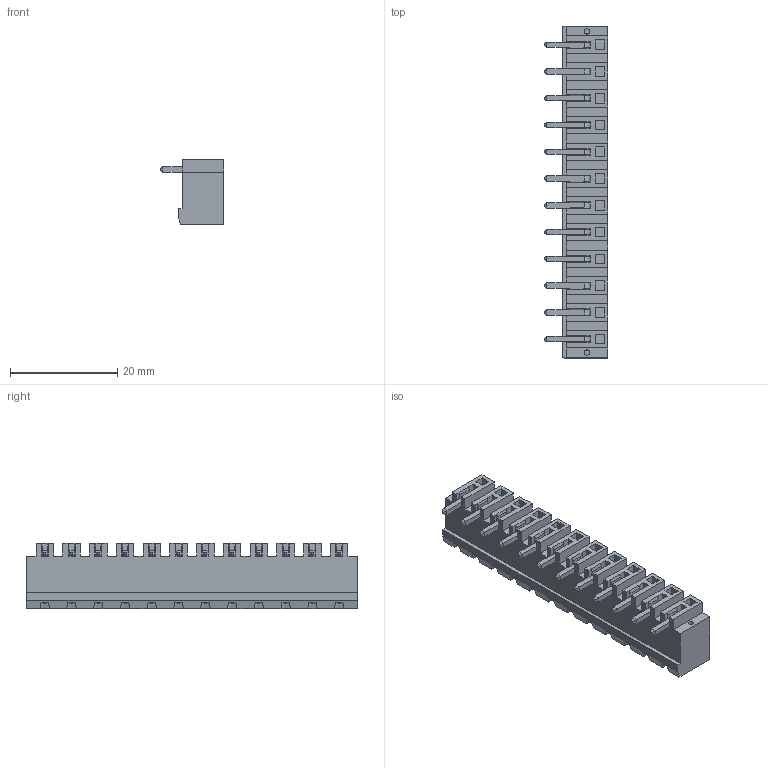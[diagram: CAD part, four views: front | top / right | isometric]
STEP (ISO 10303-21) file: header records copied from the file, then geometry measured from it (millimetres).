
FILE_DESCRIPTION( ( 'STEP AP214' ), '1' );
FILE_NAME( 'PV12-5-HR-P.stp', ' ', ( ' ' ), ( ' ' ), 'PSStep 14.0', 'VISI 19.0', ' ' );
FILE_SCHEMA( ( 'AUTOMOTIVE_DESIGN { 1 0 10303 214 1 1 1 1 }' ) );
Length unit declared in the file: millimetre
Products named in the file (1): 1
Bounding box: 11.9 x 62 x 12.2 mm (x, y, z)
Volume: 2683.3 mm3; surface area: 5161.3 mm2
Topology: 1 solids, 1 shells, 705 faces, 1755 edges, 1090 vertices
Faces by surface type: plane 643, cylinder 38, cone 24
Full cylindrical faces by diameter (mm): 0.992 x2, 2.5 x12
Entity records: 25732 total; most frequent: CARTESIAN_POINT 3573, ORIENTED_EDGE 3434, DIRECTION 3205, EDGE_CURVE 1717, LINE 1593, VECTOR 1593, VERTEX_POINT 1078, AXIS2_PLACEMENT_3D 806
